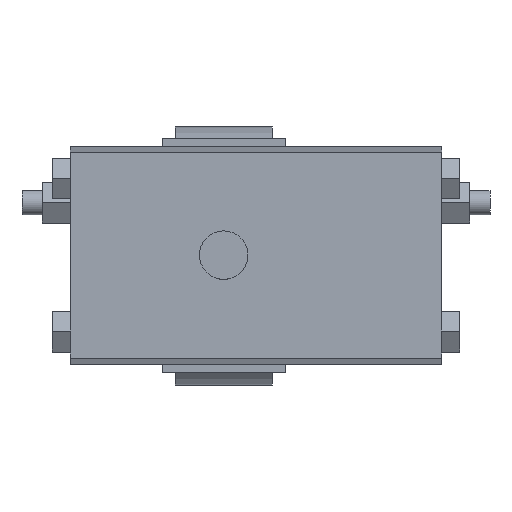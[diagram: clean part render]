
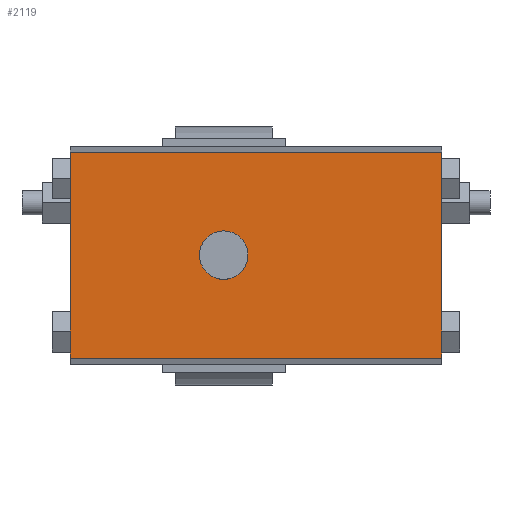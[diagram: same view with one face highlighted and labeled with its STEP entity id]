
A CAD part, top view. The second image highlights one B-rep face of the part: STEP entity #2119.
In plain terms, the highlighted planar face has unit normal (0, 0, 1).
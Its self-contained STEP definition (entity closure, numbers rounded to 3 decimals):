
#36=FACE_BOUND('',#379,.T.);
#140=PLANE('',#2272);
#255=FACE_OUTER_BOUND('',#378,.T.);
#378=EDGE_LOOP('',(#1983,#1984,#1985,#1986,#1987,#1988,#1989,#1990,#1991,
#1992,#1993,#1994));
#379=EDGE_LOOP('',(#1995));
#441=LINE('',#2947,#713);
#467=LINE('',#2998,#739);
#474=LINE('',#3011,#746);
#475=LINE('',#3013,#747);
#480=LINE('',#3022,#752);
#576=LINE('',#3223,#848);
#597=LINE('',#3266,#869);
#640=LINE('',#3381,#912);
#641=LINE('',#3382,#913);
#642=LINE('',#3384,#914);
#647=LINE('',#3392,#919);
#651=LINE('',#3401,#923);
#713=VECTOR('',#2392,10.);
#739=VECTOR('',#2434,10.);
#746=VECTOR('',#2441,10.);
#747=VECTOR('',#2442,10.);
#752=VECTOR('',#2449,10.);
#848=VECTOR('',#2629,10.);
#869=VECTOR('',#2666,10.);
#912=VECTOR('',#2787,10.);
#913=VECTOR('',#2788,10.);
#914=VECTOR('',#2789,10.);
#919=VECTOR('',#2796,10.);
#923=VECTOR('',#2810,10.);
#928=CIRCLE('',#2228,6.);
#984=VERTEX_POINT('',#2945);
#985=VERTEX_POINT('',#2946);
#1001=VERTEX_POINT('',#2995);
#1002=VERTEX_POINT('',#2997);
#1008=VERTEX_POINT('',#3009);
#1009=VERTEX_POINT('',#3012);
#1074=VERTEX_POINT('',#3213);
#1075=VERTEX_POINT('',#3218);
#1088=VERTEX_POINT('',#3256);
#1089=VERTEX_POINT('',#3261);
#1090=VERTEX_POINT('',#3268);
#1122=VERTEX_POINT('',#3379);
#1123=VERTEX_POINT('',#3383);
#1189=EDGE_CURVE('',#984,#985,#441,.T.);
#1215=EDGE_CURVE('',#1002,#1001,#467,.T.);
#1222=EDGE_CURVE('',#985,#1008,#474,.T.);
#1223=EDGE_CURVE('',#1009,#984,#475,.T.);
#1228=EDGE_CURVE('',#1008,#1002,#480,.T.);
#1326=EDGE_CURVE('',#1074,#1075,#576,.T.);
#1347=EDGE_CURVE('',#1088,#1089,#597,.T.);
#1348=EDGE_CURVE('',#1090,#1090,#928,.T.);
#1404=EDGE_CURVE('',#1075,#1122,#640,.T.);
#1405=EDGE_CURVE('',#1089,#1074,#641,.T.);
#1406=EDGE_CURVE('',#1123,#1088,#642,.T.);
#1411=EDGE_CURVE('',#1001,#1123,#647,.T.);
#1415=EDGE_CURVE('',#1122,#1009,#651,.T.);
#1983=ORIENTED_EDGE('',*,*,#1223,.T.);
#1984=ORIENTED_EDGE('',*,*,#1189,.T.);
#1985=ORIENTED_EDGE('',*,*,#1222,.T.);
#1986=ORIENTED_EDGE('',*,*,#1228,.T.);
#1987=ORIENTED_EDGE('',*,*,#1215,.T.);
#1988=ORIENTED_EDGE('',*,*,#1411,.T.);
#1989=ORIENTED_EDGE('',*,*,#1406,.T.);
#1990=ORIENTED_EDGE('',*,*,#1347,.T.);
#1991=ORIENTED_EDGE('',*,*,#1405,.T.);
#1992=ORIENTED_EDGE('',*,*,#1326,.T.);
#1993=ORIENTED_EDGE('',*,*,#1404,.T.);
#1994=ORIENTED_EDGE('',*,*,#1415,.T.);
#1995=ORIENTED_EDGE('',*,*,#1348,.T.);
#2119=ADVANCED_FACE('',(#255,#36),#140,.T.);
#2228=AXIS2_PLACEMENT_3D('',#3269,#2669,#2670);
#2272=AXIS2_PLACEMENT_3D('',#3402,#2811,#2812);
#2392=DIRECTION('',(0.,-1.,0.));
#2434=DIRECTION('',(0.,-1.,0.));
#2441=DIRECTION('',(0.,-1.,0.));
#2442=DIRECTION('',(0.,-1.,0.));
#2449=DIRECTION('',(0.,-1.,0.));
#2629=DIRECTION('',(0.,1.,0.));
#2666=DIRECTION('',(0.,1.,0.));
#2669=DIRECTION('center_axis',(0.,0.,-1.));
#2670=DIRECTION('ref_axis',(-1.,0.,0.));
#2787=DIRECTION('',(0.,1.,0.));
#2788=DIRECTION('',(0.,1.,0.));
#2789=DIRECTION('',(0.,1.,0.));
#2796=DIRECTION('',(1.,0.,0.));
#2810=DIRECTION('',(-1.,0.,0.));
#2811=DIRECTION('center_axis',(0.,0.,1.));
#2812=DIRECTION('ref_axis',(1.,0.,0.));
#2945=CARTESIAN_POINT('',(-38.,19.474,116.));
#2946=CARTESIAN_POINT('',(-38.,18.526,116.));
#2947=CARTESIAN_POINT('',(-38.,25.5,116.));
#2995=CARTESIAN_POINT('',(-38.,-25.5,116.));
#2997=CARTESIAN_POINT('',(-38.,-19.474,116.));
#2998=CARTESIAN_POINT('',(-38.,25.5,116.));
#3009=CARTESIAN_POINT('',(-38.,-18.526,116.));
#3011=CARTESIAN_POINT('',(-38.,25.5,116.));
#3012=CARTESIAN_POINT('',(-38.,25.5,116.));
#3013=CARTESIAN_POINT('',(-38.,25.5,116.));
#3022=CARTESIAN_POINT('',(-38.,25.5,116.));
#3213=CARTESIAN_POINT('',(54.,18.526,116.));
#3218=CARTESIAN_POINT('',(54.,19.474,116.));
#3223=CARTESIAN_POINT('',(54.,25.5,116.));
#3256=CARTESIAN_POINT('',(54.,-19.474,116.));
#3261=CARTESIAN_POINT('',(54.,-18.526,116.));
#3266=CARTESIAN_POINT('',(54.,25.5,116.));
#3268=CARTESIAN_POINT('',(6.,0.,116.));
#3269=CARTESIAN_POINT('Origin',(0.,0.,116.));
#3379=CARTESIAN_POINT('',(54.,25.5,116.));
#3381=CARTESIAN_POINT('',(54.,25.5,116.));
#3382=CARTESIAN_POINT('',(54.,25.5,116.));
#3383=CARTESIAN_POINT('',(54.,-25.5,116.));
#3384=CARTESIAN_POINT('',(54.,25.5,116.));
#3392=CARTESIAN_POINT('',(8.,-25.5,116.));
#3401=CARTESIAN_POINT('',(8.,25.5,116.));
#3402=CARTESIAN_POINT('Origin',(8.,25.5,116.));
